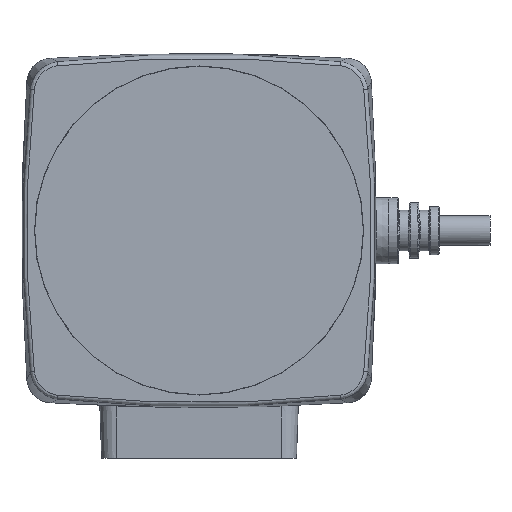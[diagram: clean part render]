
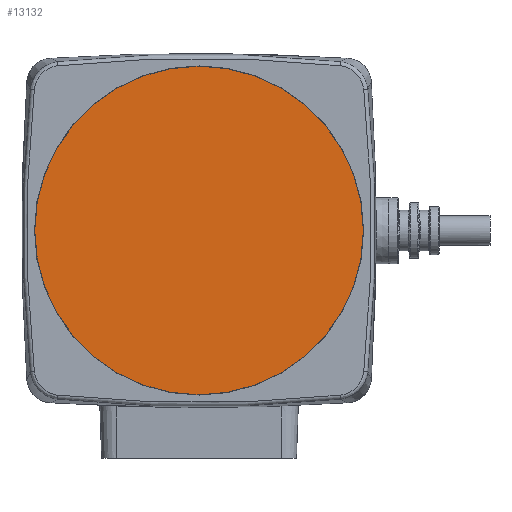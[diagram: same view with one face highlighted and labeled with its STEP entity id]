
A CAD part, top view. The second image highlights one B-rep face of the part: STEP entity #13132.
In plain terms, the highlighted planar face has unit normal (0, 0, 1).
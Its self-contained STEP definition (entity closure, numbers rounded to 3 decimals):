
#4861=CARTESIAN_POINT('',(0.,0.,35.2));
#4862=DIRECTION('',(0.,0.,1.));
#4863=DIRECTION('',(1.,0.,0.));
#4864=AXIS2_PLACEMENT_3D('',#4861,#4862,#4863);
#4866=CARTESIAN_POINT('',(0.,0.,35.2));
#4867=DIRECTION('',(0.,0.,1.));
#4868=DIRECTION('',(-1.,0.,0.));
#4869=AXIS2_PLACEMENT_3D('',#4866,#4867,#4868);
#5473=CARTESIAN_POINT('',(32.475,0.,35.2));
#5474=CARTESIAN_POINT('',(-32.475,0.,35.2));
#5475=VERTEX_POINT('',#5473);
#5476=VERTEX_POINT('',#5474);
#13123=CARTESIAN_POINT('',(0.,0.,35.2));
#13124=DIRECTION('',(0.,0.,1.));
#13125=DIRECTION('',(1.,0.,0.));
#13126=AXIS2_PLACEMENT_3D('',#13123,#13124,#13125);
#13127=PLANE('',#13126);
#13128=ORIENTED_EDGE('',*,*,#13069,.F.);
#13129=ORIENTED_EDGE('',*,*,#13091,.F.);
#13130=EDGE_LOOP('',(#13128,#13129));
#13131=FACE_OUTER_BOUND('',#13130,.F.);
#13132=ADVANCED_FACE('',(#13131),#13127,.T.);
#4865=CIRCLE('',#4864,32.475);
#4870=CIRCLE('',#4869,32.475);
#13069=EDGE_CURVE('',#5475,#5476,#4865,.T.);
#13091=EDGE_CURVE('',#5476,#5475,#4870,.T.);
